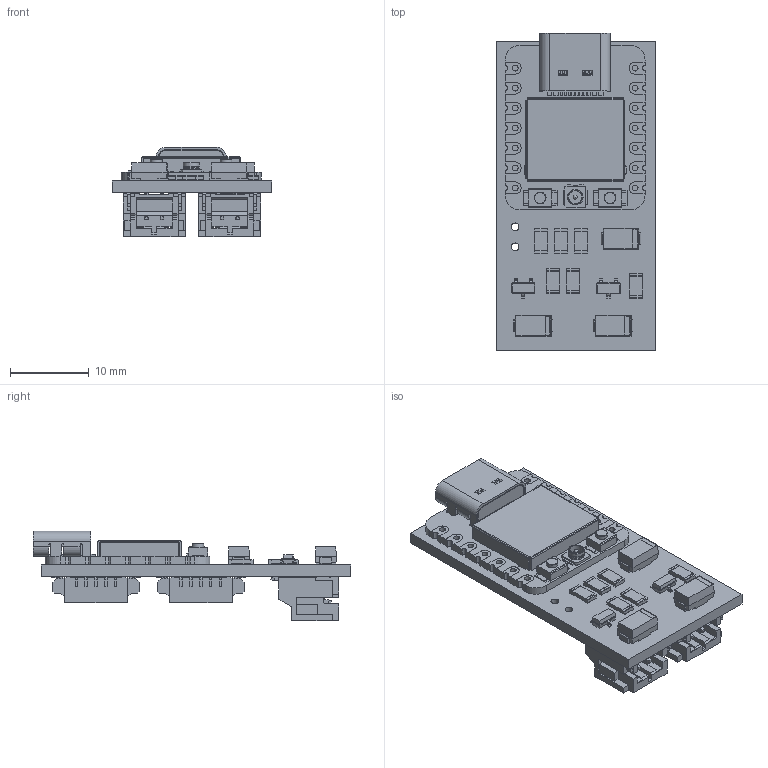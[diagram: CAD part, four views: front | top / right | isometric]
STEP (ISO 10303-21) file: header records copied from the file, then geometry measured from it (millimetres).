
FILE_DESCRIPTION(('HOOPS Exchange Step'),'2;1');
FILE_NAME('temp_export','2025-06-06T17:12:49-04:00',('anwaypimpalkar'),('Shapr3D Limited'),'HOOPS Exchange 2024.2','Shapr3D','Authorized');
FILE_SCHEMA( ('AUTOMOTIVE_DESIGN { 1 0 10303 214 1 1 1 1 }') );
Length unit declared in the file: millimetre
Products named in the file (51): R_1206_3216Metric; D_SMA; SOT-23; BOSS-EXTRUDE14_8_; BOSS-EXTRUDE7_4_; BOSS-EXTRUDE7_3_; BOSS-EXTRUDE14_4_; BOSS-EXTRUDE14_2_; BOSS-EXTRUDE14_11_; BOSS-EXTRUDE7_7_; BOSS-EXTRUDE14_9_; BOSS-EXTRUDE14_3_; BOSS-EXTRUDE14_7_; MIRROR2; BOSS-EXTRUDE14_5_; BOSS-EXTRUDE14_12_; BOSS-EXTRUDE7_8_; BOSS-EXTRUDE7_1_; BOSS-EXTRUDE14_10_; BOSS-EXTRUDE7_9_; BOSS-EXTRUDE14_6_; CHAMFER9; BOSS-EXTRUDE14_1_; BOSS-EXTRUDE7_6_; BOSS-EXTRUDE7_2_; CUT-EXTRUDE5; BOSS-EXTRUDE7_5_; USB TYPE C PORT (1); USB TYPE C PORT; U.FL Connector v1; Button (1); Shield; SOLID; Seeed Studio XIAO-ESP32-C3; PinHeader_1x02_P2.54mm_Vertical; S2B-PH-SM4-TB; 0532610571; Pneumatactors_1Xiao_PiezoPumps_2Valves_Wrong_PCB; Pneumatactors_1Xiao_CompactControl.step; root
Assembly tree (50 placements, depth 6):
  root
    Pneumatactors_1Xiao_CompactControl.step
      R_1206_3216Metric
      D_SMA
      D_SMA
      R_1206_3216Metric
      R_1206_3216Metric
      SOT-23
      R_1206_3216Metric
      D_SMA
      Seeed Studio XIAO-ESP32-C3
        USB TYPE C PORT
          USB TYPE C PORT (1)
            BOSS-EXTRUDE14_8_
            BOSS-EXTRUDE7_4_
            BOSS-EXTRUDE7_3_
            BOSS-EXTRUDE14_4_
            BOSS-EXTRUDE14_2_
            BOSS-EXTRUDE14_11_
            BOSS-EXTRUDE7_7_
            BOSS-EXTRUDE14_9_
            BOSS-EXTRUDE14_3_
            BOSS-EXTRUDE14_7_
            MIRROR2
            BOSS-EXTRUDE14_5_
            BOSS-EXTRUDE14_12_
            BOSS-EXTRUDE7_8_
            BOSS-EXTRUDE7_1_
            BOSS-EXTRUDE14_10_
            BOSS-EXTRUDE7_9_
            BOSS-EXTRUDE14_6_
            CHAMFER9
            BOSS-EXTRUDE14_1_
            BOSS-EXTRUDE7_6_
            BOSS-EXTRUDE7_2_
            CUT-EXTRUDE5
            BOSS-EXTRUDE7_5_
        U.FL Connector v1
        Button (1)
        Shield
        Button (1)
        SOLID
      R_1206_3216Metric
      SOT-23
      PinHeader_1x02_P2.54mm_Vertical
      R_1206_3216Metric
      S2B-PH-SM4-TB
      0532610571
      0532610571
      S2B-PH-SM4-TB
      Pneumatactors_1Xiao_PiezoPumps_2Valves_Wrong_PCB
Bounding box: 20.32 x 40.36 x 11.39 mm (x, y, z)
Volume: 2312.3 mm3; surface area: 5517.4 mm2
Topology: 55 solids, 55 shells, 2002 faces, 5419 edges, 3567 vertices
Faces by surface type: plane 1589, cylinder 381, torus 14, cone 9, sphere 7, bspline 2
Full cylindrical faces by diameter (mm): 0.5 x3, 0.6 x2, 0.7 x2, 0.75 x14, 1 x2, 1.5 x2, 1.524 x6, 1.65 x1, 1.9 x1, 2 x2
Entity records: 64085 total; most frequent: CARTESIAN_POINT 11338, ORIENTED_EDGE 10820, DIRECTION 10333, EDGE_CURVE 5410, VECTOR 4545, LINE 4545, VERTEX_POINT 3567, AXIS2_PLACEMENT_3D 2894
